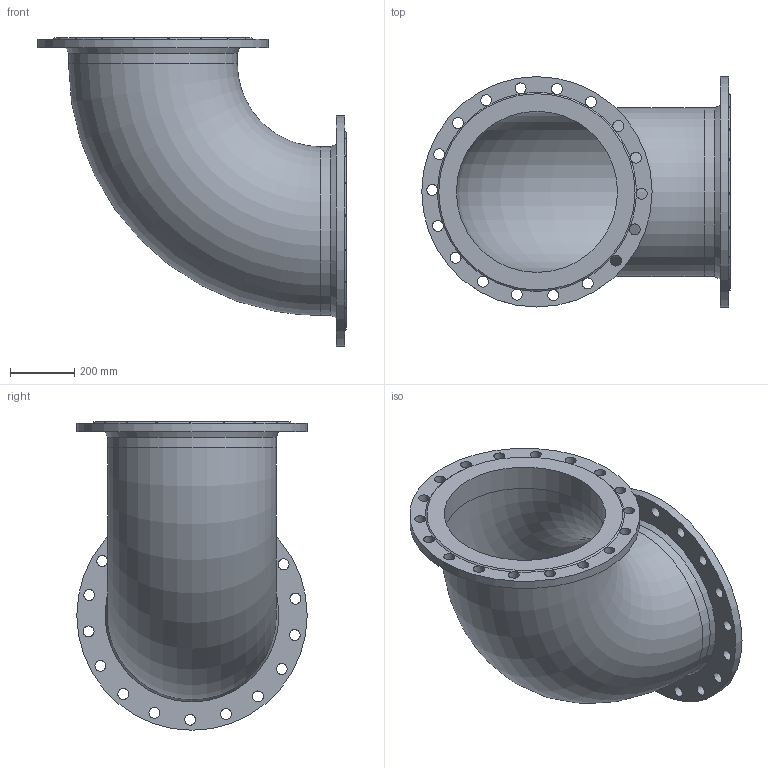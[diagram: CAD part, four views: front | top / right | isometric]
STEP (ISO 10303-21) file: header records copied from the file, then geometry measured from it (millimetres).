
FILE_DESCRIPTION (( 'STEP AP203' ), '1' );
FILE_NAME ('500-90-PN16.STEP', '2017-10-30T08:36:37', ( 'Windows User' ), ( 'AVK' ), 'SwSTEP 2.0', 'SolidWorks 2012', '' );
FILE_SCHEMA (( 'CONFIG_CONTROL_DESIGN' ));
Length unit declared in the file: millimetre
Products named in the file (1): 500-90-PN16
Bounding box: 957.5 x 715 x 957.5 mm (x, y, z)
Volume: 29023520 mm3; surface area: 3971962 mm2
Topology: 1 solids, 1 shells, 54 faces, 248 edges, 164 vertices
Faces by surface type: cylinder 42, plane 6, cone 4, torus 2
Full cylindrical faces by diameter (mm): 34 x36, 500 x2, 524 x2, 715 x2
Entity records: 2297 total; most frequent: CARTESIAN_POINT 519, DIRECTION 358, ORIENTED_EDGE 320, AXIS2_PLACEMENT_3D 179, EDGE_CURVE 160, EDGE_LOOP 144, VERTEX_POINT 124, CIRCLE 124
